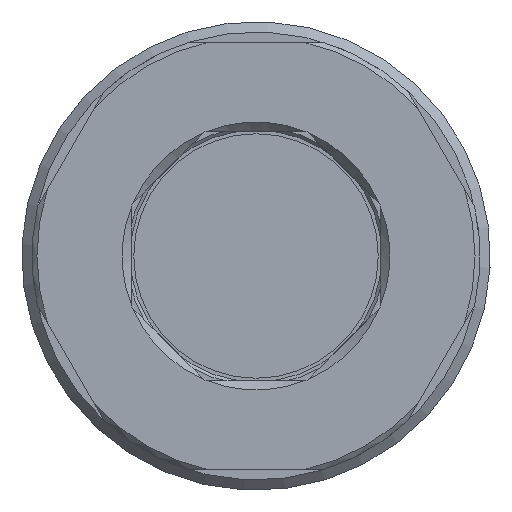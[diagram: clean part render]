
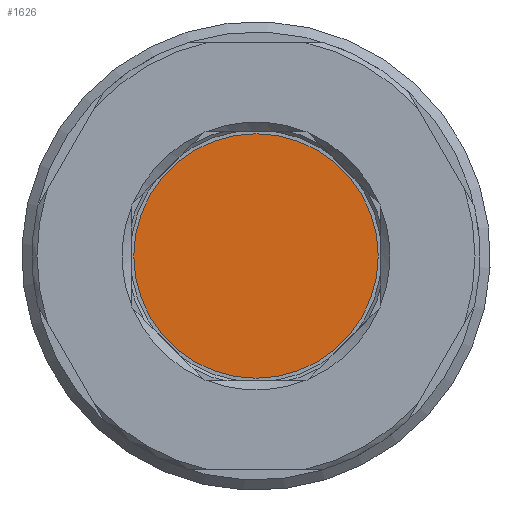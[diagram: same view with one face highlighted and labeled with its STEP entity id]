
A CAD part, left-side view. The second image highlights one B-rep face of the part: STEP entity #1626.
In plain terms, the highlighted planar face has unit normal (-1, 0, 0).
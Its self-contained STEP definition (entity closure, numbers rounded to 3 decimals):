
#210=PLANE('',#1744);
#244=FACE_OUTER_BOUND('',#339,.T.);
#339=EDGE_LOOP('',(#1123,#1124));
#617=CIRCLE('',#1742,6.);
#618=CIRCLE('',#1743,6.);
#717=VERTEX_POINT('',#2417);
#718=VERTEX_POINT('',#2419);
#878=EDGE_CURVE('',#718,#717,#617,.T.);
#879=EDGE_CURVE('',#717,#718,#618,.T.);
#1123=ORIENTED_EDGE('',*,*,#878,.T.);
#1124=ORIENTED_EDGE('',*,*,#879,.T.);
#1626=ADVANCED_FACE('',(#244),#210,.T.);
#1742=AXIS2_PLACEMENT_3D('',#2420,#1942,#1943);
#1743=AXIS2_PLACEMENT_3D('',#2421,#1944,#1945);
#1744=AXIS2_PLACEMENT_3D('',#2422,#1946,#1947);
#1942=DIRECTION('center_axis',(-1.,0.,0.));
#1943=DIRECTION('ref_axis',(0.,-1.,0.));
#1944=DIRECTION('center_axis',(-1.,0.,0.));
#1945=DIRECTION('ref_axis',(0.,-1.,0.));
#1946=DIRECTION('center_axis',(-1.,0.,0.));
#1947=DIRECTION('ref_axis',(0.,-1.,0.));
#2417=CARTESIAN_POINT('',(20.,6.,0.));
#2419=CARTESIAN_POINT('',(20.,-6.,0.));
#2420=CARTESIAN_POINT('Origin',(20.,0.,0.));
#2421=CARTESIAN_POINT('Origin',(20.,0.,0.));
#2422=CARTESIAN_POINT('Origin',(20.,0.,0.));
